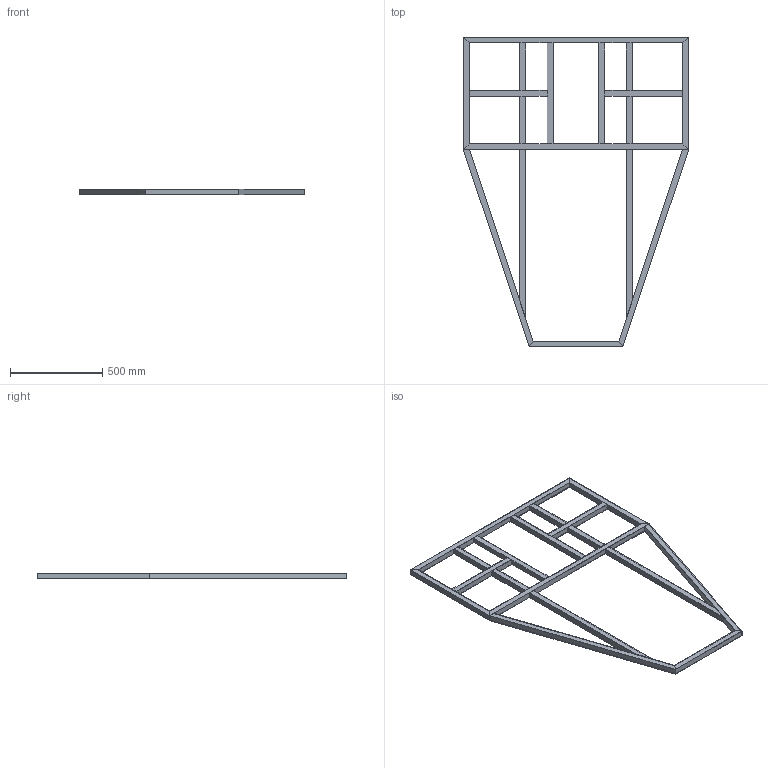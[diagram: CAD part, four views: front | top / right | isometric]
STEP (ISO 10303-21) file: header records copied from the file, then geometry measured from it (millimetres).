
FILE_DESCRIPTION(('FreeCAD Model'),'2;1');
FILE_NAME('Chassis-Bottom.step','2015-12-22T00:00:25',('Donald R. Poole, Jr.'),( 'Poole Home Electronics & Automation Lab'), 'Open CASCADE STEP processor 6.8','FreeCAD','Unknown');
FILE_SCHEMA(('AUTOMOTIVE_DESIGN_CC2 { 1 2 10303 214 -1 1 5 4 }'));
Length unit declared in the file: millimetre
Products named in the file (2): ASSEMBLY; Fusion
Assembly tree (1 placements, depth 2):
  ASSEMBLY
    Fusion
Bounding box: 1219.21 x 1676.41 x 31.75 mm (x, y, z)
Volume: 3504778.1 mm3; surface area: 2534936.3 mm2
Topology: 6 solids, 12 shells, 198 faces, 474 edges, 292 vertices
Faces by surface type: plane 198
Entity records: 11750 total; most frequent: CARTESIAN_POINT 1958, DIRECTION 1778, LINE 1378, VECTOR 1378, ORIENTED_EDGE 948, PCURVE 948, DEFINITIONAL_REPRESENTATION 948, EDGE_CURVE 474
